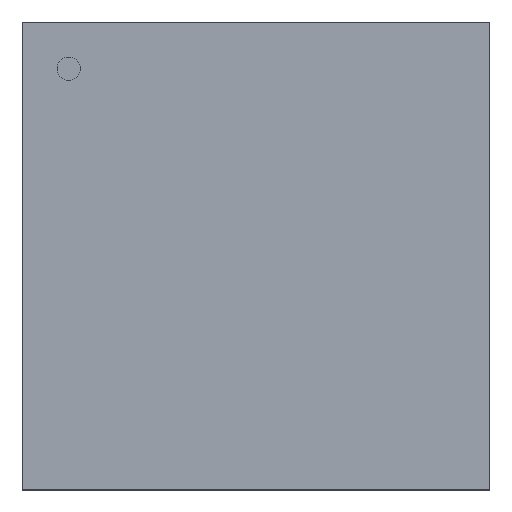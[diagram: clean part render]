
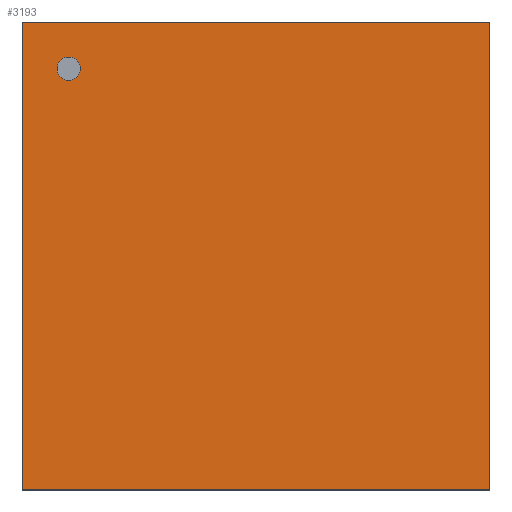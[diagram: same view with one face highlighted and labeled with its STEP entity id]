
A CAD part, top view. The second image highlights one B-rep face of the part: STEP entity #3193.
In plain terms, the highlighted planar face has unit normal (0, 0, 1).
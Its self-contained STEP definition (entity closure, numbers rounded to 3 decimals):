
#2969=CARTESIAN_POINT('',(4.496,-4.496,1.041));
#2968=VERTEX_POINT('',#2969);
#2979=CARTESIAN_POINT('',(-4.496,-4.496,1.041));
#2978=VERTEX_POINT('',#2979);
#2977=EDGE_CURVE('',#2978,#2968,#2982,.T.);
#2982=LINE('',#2979,#2984);
#2984=VECTOR('',#2985,8.992);
#2985=DIRECTION('',(1.0,0.0,0.0));
#3018=CARTESIAN_POINT('',(4.496,4.496,1.041));
#3017=VERTEX_POINT('',#3018);
#3026=EDGE_CURVE('',#2968,#3017,#3031,.T.);
#3031=LINE('',#2969,#3033);
#3033=VECTOR('',#3034,8.992);
#3034=DIRECTION('',(0.0,1.0,0.0));
#3067=CARTESIAN_POINT('',(-4.496,4.496,1.041));
#3066=VERTEX_POINT('',#3067);
#3075=EDGE_CURVE('',#3017,#3066,#3080,.T.);
#3080=LINE('',#3018,#3082);
#3082=VECTOR('',#3083,8.992);
#3083=DIRECTION('',(-1.0,0.0,0.0));
#3124=EDGE_CURVE('',#3066,#2978,#3129,.T.);
#3129=LINE('',#3067,#3131);
#3131=VECTOR('',#3132,8.992);
#3132=DIRECTION('',(0.0,-1.0,0.0));
#3193=ADVANCED_FACE('',(#3199),#3194,.T.);
#3194=PLANE('',#3195);
#3195=AXIS2_PLACEMENT_3D('',#3196,#3197,#3198);
#3196=CARTESIAN_POINT('',(-4.496,-4.496,1.041));
#3197=DIRECTION('',(0.0,0.0,1.0));
#3198=DIRECTION('',(0.,1.,0.));
#3199=FACE_OUTER_BOUND('',#3200,.T.);
#3200=EDGE_LOOP('',(#3201,#3211,#3221,#3231));
#3201=ORIENTED_EDGE('',*,*,#2977,.T.);
#3211=ORIENTED_EDGE('',*,*,#3026,.T.);
#3221=ORIENTED_EDGE('',*,*,#3075,.T.);
#3231=ORIENTED_EDGE('',*,*,#3124,.T.);
